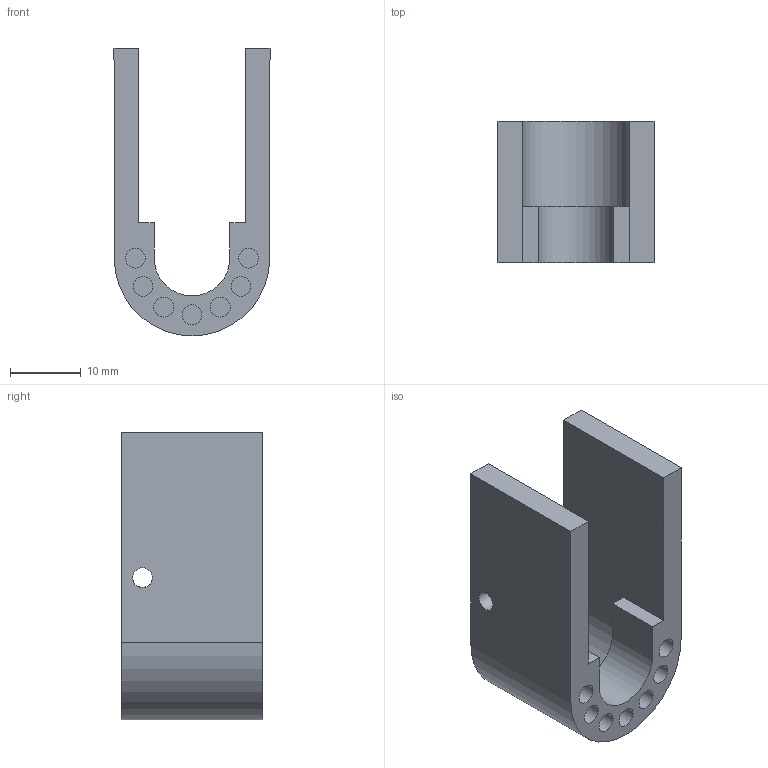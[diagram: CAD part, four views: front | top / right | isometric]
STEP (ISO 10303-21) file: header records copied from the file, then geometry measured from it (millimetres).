
FILE_DESCRIPTION(/* description */ (''),/* implementation_level */ '2;1');
FILE_NAME(/* name */ 'Rotatable Nozzle Base.step',/* time_stamp */ '2023-07-30T19:28:02+08:00',/* author */ (''),/* organization */ (''),/* preprocessor_version */ 'ST-DEVELOPER v19.2',/* originating_system */ 'Autodesk Translation Framework v11.17.0.187',/* authorisation */ '');
FILE_SCHEMA (('AUTOMOTIVE_DESIGN { 1 0 10303 214 3 1 1 }'));
Length unit declared in the file: millimetre
Products named in the file (1): Rotatable Nozzle Base
Bounding box: 22.05 x 20 x 40.69 mm (x, y, z)
Volume: 6398.5 mm3; surface area: 4749.3 mm2
Topology: 1 solids, 1 shells, 32 faces, 69 edges, 46 vertices
Faces by surface type: plane 20, cylinder 12
Full cylindrical faces by diameter (mm): 2.8 x9
Entity records: 918 total; most frequent: DIRECTION 159, CARTESIAN_POINT 148, ORIENTED_EDGE 138, EDGE_CURVE 69, AXIS2_PLACEMENT_3D 57, VERTEX_POINT 46, LINE 45, VECTOR 45
